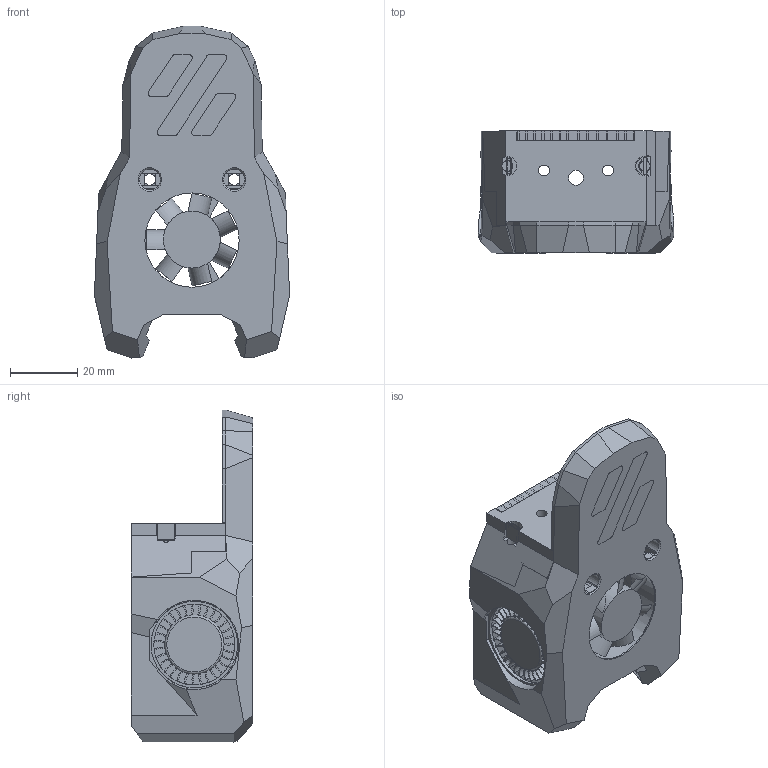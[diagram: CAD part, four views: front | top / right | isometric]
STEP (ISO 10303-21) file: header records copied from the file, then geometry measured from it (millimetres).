
FILE_DESCRIPTION(/* description */ (''),/* implementation_level */ '2;1');
FILE_NAME(/* name */ 'V0.2VZHextrudORT.step',/* time_stamp */ '2023-01-16T00:04:17+10:30',/* author */ (''),/* organization */ (''),/* preprocessor_version */ 'ST-DEVELOPER v19.2',/* originating_system */ 'Autodesk Translation Framework v11.17.0.187',/* authorisation */ '');
FILE_SCHEMA (('AUTOMOTIVE_DESIGN { 1 0 10303 214 3 1 1 }'));
Length unit declared in the file: millimetre
Products named in the file (35): V0.2 Master Assembly RC1; Gantry; Mini Stealthburner; Printed Parts (12); Extruder; Front Cowling; Logo Insert (1); Fans; 3010 DC Axial Fan; 3010 DC Blower Fan; Hotend Assembly; Revo Voron; PTFE Tube; Nozzle LEDs; Adafruit Sequin; PCB; R0603 SMD Resistor; Label; Main Body (1); Solder Leg (1); Solder Leg; 1206 SMD LED; Main Body; LED; Adafruit Sequin (1); PCB (1); R0603 SMD Resistor (1); Label (1); Main Body (1) (1); Solder Leg (1) (1); Solder Leg (2); 1206 SMD LED (1); Main Body (2); LED (1); HappyHextrudortMount
Assembly tree (35 placements, depth 7):
  V0.2 Master Assembly RC1
    Gantry
      Mini Stealthburner
        Printed Parts (12)
          Extruder
          Front Cowling
            Logo Insert (1)
        Fans
          3010 DC Axial Fan
          3010 DC Blower Fan  x2
        Hotend Assembly
          Revo Voron
          PTFE Tube
        Nozzle LEDs
          Adafruit Sequin
            PCB
            R0603 SMD Resistor
              Label
              Main Body (1)
              Solder Leg (1)
              Solder Leg
            1206 SMD LED
              Main Body
              LED
          Adafruit Sequin (1)
            PCB (1)
            R0603 SMD Resistor (1)
              Label (1)
              Main Body (1) (1)
              Solder Leg (1) (1)
              Solder Leg (2)
            1206 SMD LED (1)
              Main Body (2)
              LED (1)
    HappyHextrudortMount
Bounding box: 57.95 x 36.14 x 98.56 mm (x, y, z)
Volume: 55669.8 mm3; surface area: 46117.7 mm2
Topology: 32 solids, 32 shells, 1592 faces, 4382 edges, 2853 vertices
Faces by surface type: plane 867, cylinder 661, cone 38, bspline 14, sphere 6, torus 6
Full cylindrical faces by diameter (mm): 1 x4, 2.5 x4, 3.2 x4, 3.4 x8, 4.446 x1, 5.6 x2, 6 x2, 12 x2, 14 x2, 15.5 x2, 15.8 x1, 16.9 x1, 17.5 x2, 24 x2, 25.7 x2, 28 x1, 28.3 x1
Entity records: 46059 total; most frequent: CARTESIAN_POINT 12039, DIRECTION 7034, ORIENTED_EDGE 6854, EDGE_CURVE 3427, AXIS2_PLACEMENT_3D 2368, LINE 2298, VECTOR 2298, VERTEX_POINT 2219
